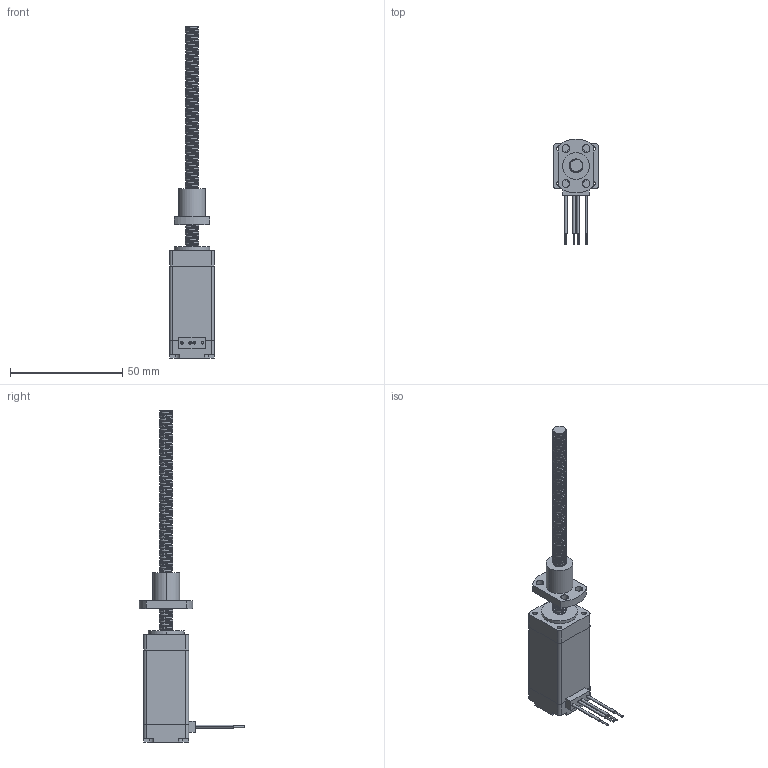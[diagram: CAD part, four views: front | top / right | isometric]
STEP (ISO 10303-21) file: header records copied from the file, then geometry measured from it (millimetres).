
FILE_DESCRIPTION (( 'STEP AP214' ), '1' );
FILE_NAME ('20E248-BS0602-06-4-100-001.STEP', '2024-11-13T02:51:33', ( 'MM' ), ( 'Microsoft' ), 'SwSTEP 2.0', 'SolidWorks 2024', '' );
FILE_SCHEMA (( 'AUTOMOTIVE_DESIGN' ));
Length unit declared in the file: millimetre
Products named in the file (1): 20E248-BS0602-06-4-100-001
Bounding box: 20 x 46.96 x 148 mm (x, y, z)
Volume: 23111.4 mm3; surface area: 11801 mm2
Topology: 3 solids, 3 shells, 266 faces, 739 edges, 491 vertices
Faces by surface type: cylinder 211, plane 52, bspline 3
Entity records: 29065 total; most frequent: CARTESIAN_POINT 22671, ORIENTED_EDGE 1478, DIRECTION 1146, EDGE_CURVE 739, VERTEX_POINT 491, AXIS2_PLACEMENT_3D 419, EDGE_LOOP 314, VECTOR 308
